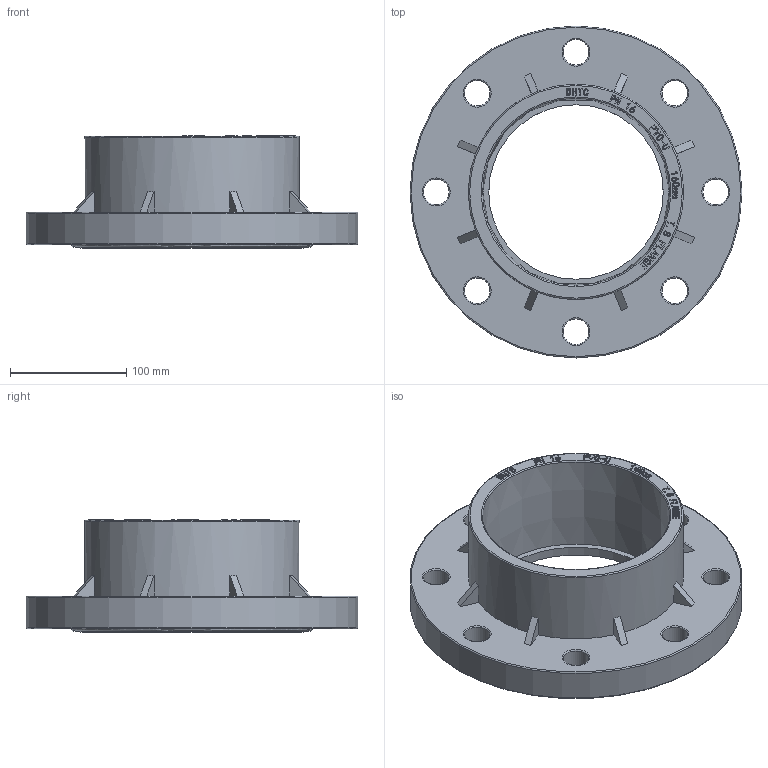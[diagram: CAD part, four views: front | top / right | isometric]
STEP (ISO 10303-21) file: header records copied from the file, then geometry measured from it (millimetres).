
FILE_DESCRIPTION(/* description */ (''),/* implementation_level */ '2;1');
FILE_NAME(/* name */ '160法兰.stp',/* time_stamp */ '2024-08-27T08:36:43+08:00',/* author */ (''),/* organization */ (''),/* preprocessor_version */ 'ST-DEVELOPER v16',/* originating_system */ 'SIEMENS PLM Software NX 10.0',/* authorisation */ '');
FILE_SCHEMA (('AUTOMOTIVE_DESIGN { 1 0 10303 214 3 1 1 1 }'));
Length unit declared in the file: millimetre
Products named in the file (1): gelv12E84AC2uo6i
Bounding box: 285 x 285 x 96.5 mm (x, y, z)
Volume: 1375700.5 mm3; surface area: 239741.9 mm2
Topology: 1 solids, 1 shells, 1140 faces, 3207 edges, 2111 vertices
Faces by surface type: plane 965, cylinder 81, torus 77, extrusion 10, cone 7
Full cylindrical faces by diameter (mm): 2.499 x1, 3.748 x1, 22 x8, 149.8 x1, 184.6 x1, 285 x1
Entity records: 40777 total; most frequent: CARTESIAN_POINT 14796, ORIENTED_EDGE 6316, DIRECTION 3945, EDGE_CURVE 3158, VERTEX_POINT 2103, B_SPLINE_CURVE_WITH_KNOTS 1816, AXIS2_PLACEMENT_3D 1452, EDGE_LOOP 1241
